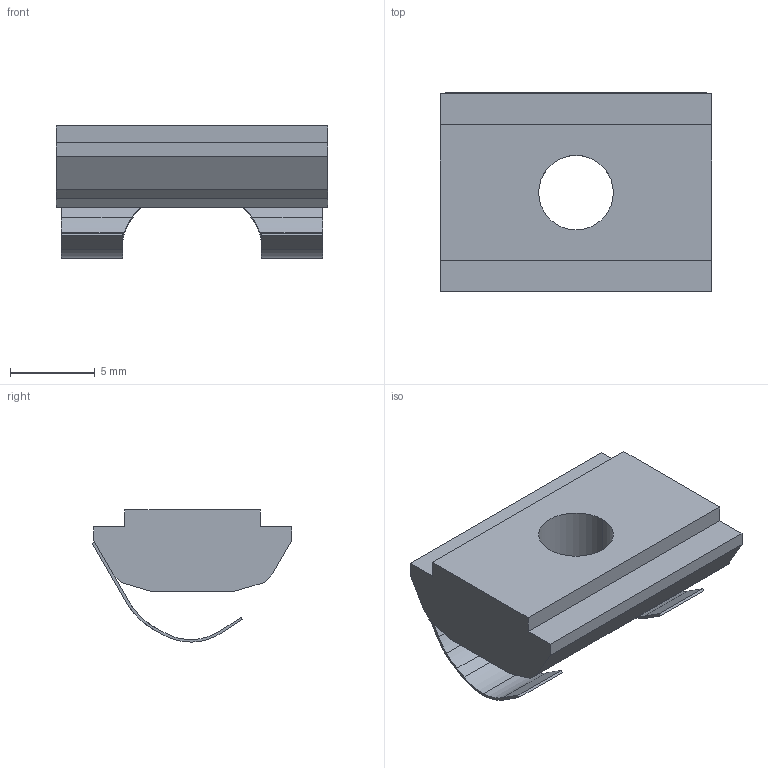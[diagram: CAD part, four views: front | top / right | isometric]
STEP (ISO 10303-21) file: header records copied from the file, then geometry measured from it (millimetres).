
FILE_DESCRIPTION(('STEP AP214'),'1');
FILE_NAME('cctmp_136C06D5-FDE2-4F8E-A584-22638390F53B_2020_1_13_13_19_54_907..stp','2020-01-13T12:19:54',('Bosch Rexroth AG'),('CADClick - www.CADClick.com'),'Spatial InterOp 3D',' ','unknown authorization - (Healing Option Enabled)');
FILE_SCHEMA(('AUTOMOTIVE_DESIGN'));
Length unit declared in the file: millimetre
Products named in the file (1): 2020_01_13__13-19-54-907
Bounding box: 16 x 11.78 x 7.8 mm (x, y, z)
Volume: 683 mm3; surface area: 769.7 mm2
Topology: 1 solids, 1 shells, 55 faces, 155 edges, 102 vertices
Faces by surface type: plane 35, cylinder 20
Entity records: 2315 total; most frequent: CARTESIAN_POINT 401, ORIENTED_EDGE 310, DIRECTION 297, EDGE_CURVE 155, LINE 109, VECTOR 109, VERTEX_POINT 102, AXIS2_PLACEMENT_3D 94
